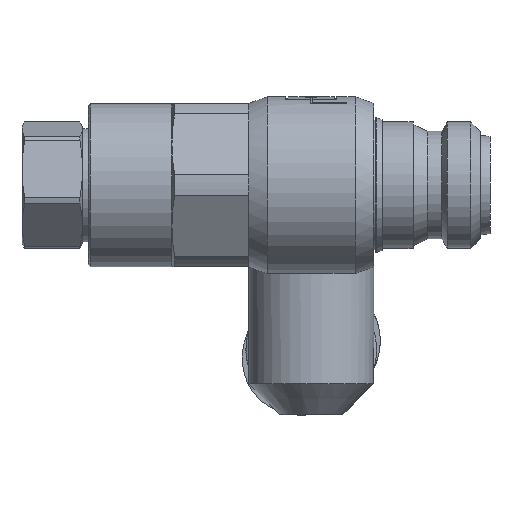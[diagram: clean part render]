
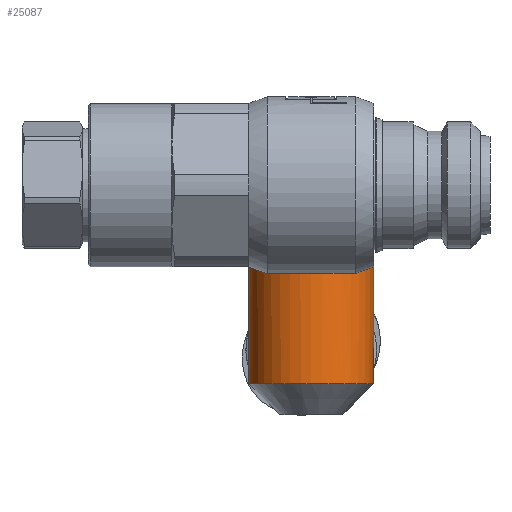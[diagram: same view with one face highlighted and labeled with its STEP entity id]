
A CAD part, left-side view. The second image highlights one B-rep face of the part: STEP entity #25087.
In plain terms, the highlighted cylindrical face has radius 6.5 mm (diameter 13 mm), a full revolution.
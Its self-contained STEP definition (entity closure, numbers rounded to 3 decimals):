
#24934=CARTESIAN_POINT('',(2.935,3.55,-5.8));
#24935=VERTEX_POINT('',#24934);
#24955=CARTESIAN_POINT('',(2.935,3.55,5.8));
#24956=VERTEX_POINT('',#24955);
#24957=CARTESIAN_POINT('',(0.0,3.55,0.0));
#24958=DIRECTION('',(0.0,-1.0,0.0));
#24959=DIRECTION('',(-1.0,0.0,0.0));
#24960=AXIS2_PLACEMENT_3D('',#24957,#24958,#24959);
#24961=CIRCLE('',#24960,6.5);
#24962=EDGE_CURVE('',#24956,#24935,#24961,.T.);
#24997=CARTESIAN_POINT('',(0.0,-2.825,0.0));
#24998=DIRECTION('',(0.0,-1.0,0.0));
#24999=DIRECTION('',(-1.0,0.0,0.0));
#25000=AXIS2_PLACEMENT_3D('',#24997,#24998,#24999);
#25001=CYLINDRICAL_SURFACE('',#25000,6.5);
#25002=CARTESIAN_POINT('',(-6.5,-9.2,0.0));
#25003=VERTEX_POINT('',#25002);
#25004=CARTESIAN_POINT('',(0.0,-9.2,0.0));
#25005=DIRECTION('',(0.0,-1.0,0.0));
#25006=DIRECTION('',(-1.0,0.0,0.0));
#25007=AXIS2_PLACEMENT_3D('',#25004,#25005,#25006);
#25008=CIRCLE('',#25007,6.5);
#25009=EDGE_CURVE('',#25003,#25003,#25008,.T.);
#25010=ORIENTED_EDGE('',*,*,#25009,.F.);
#25011=EDGE_LOOP('',(#25010));
#25012=FACE_OUTER_BOUND('',#25011,.T.);
#25013=CARTESIAN_POINT('',(1.136,2.298,6.4));
#25014=VERTEX_POINT('',#25013);
#25015=CARTESIAN_POINT('',(2.935,3.55,5.8));
#25016=CARTESIAN_POINT('',(2.794,3.434,5.871));
#25017=CARTESIAN_POINT('',(2.652,3.319,5.936));
#25018=CARTESIAN_POINT('',(2.127,2.908,6.156));
#25019=CARTESIAN_POINT('',(1.741,2.628,6.276));
#25020=CARTESIAN_POINT('',(1.269,2.366,6.375));
#25021=CARTESIAN_POINT('',(1.203,2.331,6.388));
#25022=CARTESIAN_POINT('',(1.136,2.298,6.4));
#25023=B_SPLINE_CURVE_WITH_KNOTS('',3,(#25015,#25016,#25017,#25018,#25019,#25020,#25021,#25022),.UNSPECIFIED.,.F.,.U.,(4,2,2,4),(1.922,1.98,2.133,2.157),.UNSPECIFIED.);
#25024=EDGE_CURVE('',#24956,#25014,#25023,.T.);
#25025=ORIENTED_EDGE('',*,*,#25024,.F.);
#25026=ORIENTED_EDGE('',*,*,#24962,.T.);
#25027=CARTESIAN_POINT('',(1.136,2.298,-6.4));
#25028=VERTEX_POINT('',#25027);
#25029=CARTESIAN_POINT('',(1.136,2.298,-6.4));
#25030=CARTESIAN_POINT('',(1.203,2.331,-6.388));
#25031=CARTESIAN_POINT('',(1.269,2.366,-6.375));
#25032=CARTESIAN_POINT('',(1.741,2.628,-6.276));
#25033=CARTESIAN_POINT('',(2.127,2.908,-6.156));
#25034=CARTESIAN_POINT('',(2.652,3.319,-5.936));
#25035=CARTESIAN_POINT('',(2.794,3.434,-5.871));
#25036=CARTESIAN_POINT('',(2.935,3.55,-5.8));
#25037=B_SPLINE_CURVE_WITH_KNOTS('',3,(#25029,#25030,#25031,#25032,#25033,#25034,#25035,#25036),.UNSPECIFIED.,.F.,.U.,(4,2,2,4),(0.128,0.153,0.305,0.363),.UNSPECIFIED.);
#25038=EDGE_CURVE('',#25028,#24935,#25037,.T.);
#25039=ORIENTED_EDGE('',*,*,#25038,.F.);
#25040=CARTESIAN_POINT('',(1.136,-2.298,-6.4));
#25041=VERTEX_POINT('',#25040);
#25042=CARTESIAN_POINT('',(1.136,-2.298,-6.4));
#25043=DIRECTION('',(0.0,1.0,0.0));
#25044=VECTOR('',#25043,4.596);
#25045=LINE('',#25042,#25044);
#25046=EDGE_CURVE('',#25041,#25028,#25045,.T.);
#25047=ORIENTED_EDGE('',*,*,#25046,.F.);
#25048=CARTESIAN_POINT('',(1.136,-2.298,6.4));
#25049=VERTEX_POINT('',#25048);
#25050=CARTESIAN_POINT('',(1.136,-2.298,6.4));
#25051=CARTESIAN_POINT('',(1.203,-2.331,6.388));
#25052=CARTESIAN_POINT('',(1.269,-2.366,6.375));
#25053=CARTESIAN_POINT('',(1.741,-2.628,6.276));
#25054=CARTESIAN_POINT('',(2.127,-2.908,6.156));
#25055=CARTESIAN_POINT('',(3.27,-3.802,5.678));
#25056=CARTESIAN_POINT('',(3.993,-4.458,5.2));
#25057=CARTESIAN_POINT('',(5.122,-5.494,4.07));
#25058=CARTESIAN_POINT('',(5.618,-5.962,3.382));
#25059=CARTESIAN_POINT('',(6.136,-6.452,2.189));
#25060=CARTESIAN_POINT('',(6.272,-6.582,1.765));
#25061=CARTESIAN_POINT('',(6.454,-6.756,0.892));
#25062=CARTESIAN_POINT('',(6.5,-6.8,0.444));
#25063=CARTESIAN_POINT('',(6.5,-6.8,-0.444));
#25064=CARTESIAN_POINT('',(6.454,-6.756,-0.892));
#25065=CARTESIAN_POINT('',(6.272,-6.582,-1.765));
#25066=CARTESIAN_POINT('',(6.136,-6.452,-2.189));
#25067=CARTESIAN_POINT('',(5.618,-5.962,-3.382));
#25068=CARTESIAN_POINT('',(5.122,-5.494,-4.07));
#25069=CARTESIAN_POINT('',(3.993,-4.458,-5.2));
#25070=CARTESIAN_POINT('',(3.27,-3.802,-5.678));
#25071=CARTESIAN_POINT('',(2.127,-2.908,-6.156));
#25072=CARTESIAN_POINT('',(1.741,-2.628,-6.276));
#25073=CARTESIAN_POINT('',(1.269,-2.366,-6.375));
#25074=CARTESIAN_POINT('',(1.203,-2.331,-6.388));
#25075=CARTESIAN_POINT('',(1.136,-2.298,-6.4));
#25076=B_SPLINE_CURVE_WITH_KNOTS('',3,(#25050,#25051,#25052,#25053,#25054,#25055,#25056,#25057,#25058,#25059,#25060,#25061,#25062,#25063,#25064,#25065,#25066,#25067,#25068,#25069,#25070,#25071,#25072,#25073,#25074,#25075),.UNSPECIFIED.,.F.,.U.,(4,2,2,2,2,2,2,2,2,2,2,2,4),(-2.157,-2.133,-1.98,-1.675,-1.409,-1.276,-1.143,-1.009,-0.876,-0.61,-0.305,-0.153,-0.128),.UNSPECIFIED.);
#25077=EDGE_CURVE('',#25049,#25041,#25076,.T.);
#25078=ORIENTED_EDGE('',*,*,#25077,.F.);
#25079=CARTESIAN_POINT('',(1.136,2.298,6.4));
#25080=DIRECTION('',(0.0,-1.0,0.0));
#25081=VECTOR('',#25080,4.596);
#25082=LINE('',#25079,#25081);
#25083=EDGE_CURVE('',#25014,#25049,#25082,.T.);
#25084=ORIENTED_EDGE('',*,*,#25083,.F.);
#25085=EDGE_LOOP('',(#25025,#25026,#25039,#25047,#25078,#25084));
#25086=FACE_BOUND('',#25085,.T.);
#25087=ADVANCED_FACE('',(#25012,#25086),#25001,.T.);
